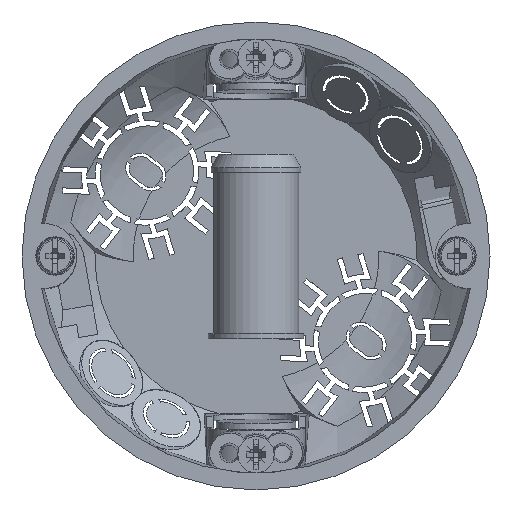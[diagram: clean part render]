
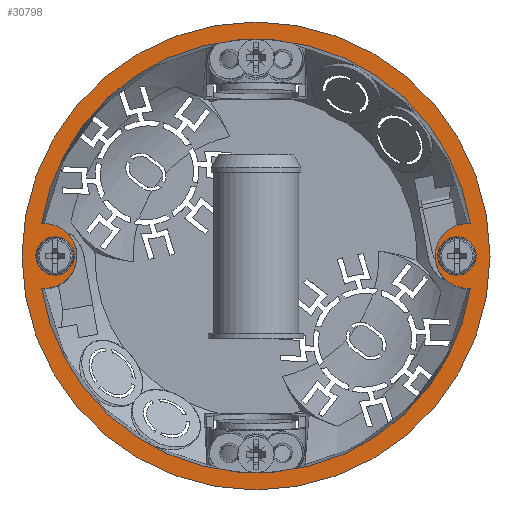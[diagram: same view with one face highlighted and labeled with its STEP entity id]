
A CAD part, top view. The second image highlights one B-rep face of the part: STEP entity #30798.
In plain terms, the highlighted planar face has unit normal (0, 0, 1).
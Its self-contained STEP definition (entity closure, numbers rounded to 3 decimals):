
#1084 = FACE_BOUND ( 'NONE', #8906, .T. ) ;
#1985 = DIRECTION ( 'NONE',  ( 1., 0., 0. ) ) ;
#2436 = CIRCLE ( 'NONE', #16782, 4.9 ) ;
#2721 = CARTESIAN_POINT ( 'NONE',  ( 0., 0., 0. ) ) ;
#3307 = CARTESIAN_POINT ( 'NONE',  ( 30.4, 0., 0. ) ) ;
#3687 = DIRECTION ( 'NONE',  ( 1., 0., 0. ) ) ;
#3921 = FACE_BOUND ( 'NONE', #30698, .T. ) ;
#4033 = ORIENTED_EDGE ( 'NONE', *, *, #35111, .F. ) ;
#4774 = VERTEX_POINT ( 'NONE', #9180 ) ;
#4859 = CIRCLE ( 'NONE', #29357, 32.8 ) ;
#6355 = VERTEX_POINT ( 'NONE', #17759 ) ;
#6728 = FACE_BOUND ( 'NONE', #35425, .T. ) ;
#7383 = DIRECTION ( 'NONE',  ( 1., 0., 0. ) ) ;
#8795 = CARTESIAN_POINT ( 'NONE',  ( 33.3, 0., 0. ) ) ;
#8906 = EDGE_LOOP ( 'NONE', ( #23785, #29939, #11037, #4033 ) ) ;
#9180 = CARTESIAN_POINT ( 'NONE',  ( 32.435, -4.881, 0. ) ) ;
#10972 = CARTESIAN_POINT ( 'NONE',  ( -32.435, -4.881, 0. ) ) ;
#11037 = ORIENTED_EDGE ( 'NONE', *, *, #28986, .T. ) ;
#11321 = DIRECTION ( 'NONE',  ( 0., 0., 1. ) ) ;
#12115 = AXIS2_PLACEMENT_3D ( 'NONE', #3307, #14717, #3687 ) ;
#12513 = CARTESIAN_POINT ( 'NONE',  ( 0., 0., 0. ) ) ;
#12856 = DIRECTION ( 'NONE',  ( 0., 0., 1. ) ) ;
#13764 = ORIENTED_EDGE ( 'NONE', *, *, #21365, .F. ) ;
#13789 = CIRCLE ( 'NONE', #20937, 32.8 ) ;
#14516 = AXIS2_PLACEMENT_3D ( 'NONE', #2721, #11321, #27580 ) ;
#14596 = DIRECTION ( 'NONE',  ( 0., 0., 1. ) ) ;
#14717 = DIRECTION ( 'NONE',  ( 0., 0., 1. ) ) ;
#15231 = DIRECTION ( 'NONE',  ( 0., 0., 1. ) ) ;
#15317 = FACE_OUTER_BOUND ( 'NONE', #30799, .T. ) ;
#15582 = AXIS2_PLACEMENT_3D ( 'NONE', #16358, #24392, #7383 ) ;
#15870 = CARTESIAN_POINT ( 'NONE',  ( -30.4, 0., 0. ) ) ;
#16358 = CARTESIAN_POINT ( 'NONE',  ( 32., 0., 0. ) ) ;
#16782 = AXIS2_PLACEMENT_3D ( 'NONE', #21031, #15231, #26262 ) ;
#17594 = PLANE ( 'NONE',  #28763 ) ;
#17759 = CARTESIAN_POINT ( 'NONE',  ( 35.4, 0., 0. ) ) ;
#20506 = DIRECTION ( 'NONE',  ( 0., 0., 1. ) ) ;
#20937 = AXIS2_PLACEMENT_3D ( 'NONE', #27228, #12856, #1985 ) ;
#21031 = CARTESIAN_POINT ( 'NONE',  ( -32., 0., 0. ) ) ;
#21365 = EDGE_CURVE ( 'NONE', #23194, #23194, #22253, .T. ) ;
#22253 = CIRCLE ( 'NONE', #12115, 2.9 ) ;
#22289 = CIRCLE ( 'NONE', #14516, 35.4 ) ;
#22604 = EDGE_CURVE ( 'NONE', #6355, #6355, #22289, .T. ) ;
#22714 = VERTEX_POINT ( 'NONE', #33512 ) ;
#23151 = VERTEX_POINT ( 'NONE', #32818 ) ;
#23194 = VERTEX_POINT ( 'NONE', #8795 ) ;
#23330 = AXIS2_PLACEMENT_3D ( 'NONE', #15870, #27087, #32883 ) ;
#23785 = ORIENTED_EDGE ( 'NONE', *, *, #33428, .T. ) ;
#24392 = DIRECTION ( 'NONE',  ( 0., 0., 1. ) ) ;
#25188 = VERTEX_POINT ( 'NONE', #10972 ) ;
#26100 = CARTESIAN_POINT ( 'NONE',  ( 0., 0., 0. ) ) ;
#26262 = DIRECTION ( 'NONE',  ( 1., 0., 0. ) ) ;
#27087 = DIRECTION ( 'NONE',  ( 0., 0., 1. ) ) ;
#27228 = CARTESIAN_POINT ( 'NONE',  ( 0., 0., 0. ) ) ;
#27580 = DIRECTION ( 'NONE',  ( 1., 0., 0. ) ) ;
#28763 = AXIS2_PLACEMENT_3D ( 'NONE', #12513, #14596, #28987 ) ;
#28986 = EDGE_CURVE ( 'NONE', #25188, #22714, #2436, .T. ) ;
#28987 = DIRECTION ( 'NONE',  ( 1., 0., 0. ) ) ;
#29330 = CARTESIAN_POINT ( 'NONE',  ( -27.5, 0., 0. ) ) ;
#29357 = AXIS2_PLACEMENT_3D ( 'NONE', #26100, #20506, #32082 ) ;
#29939 = ORIENTED_EDGE ( 'NONE', *, *, #32979, .F. ) ;
#30698 = EDGE_LOOP ( 'NONE', ( #13764 ) ) ;
#30798 = ADVANCED_FACE ( 'NONE', ( #3921, #6728, #15317, #1084 ), #17594, .T. ) ;
#30799 = EDGE_LOOP ( 'NONE', ( #32823 ) ) ;
#30826 = EDGE_CURVE ( 'NONE', #32151, #32151, #36551, .T. ) ;
#32082 = DIRECTION ( 'NONE',  ( 1., 0., 0. ) ) ;
#32151 = VERTEX_POINT ( 'NONE', #29330 ) ;
#32818 = CARTESIAN_POINT ( 'NONE',  ( 32.435, 4.881, 0. ) ) ;
#32823 = ORIENTED_EDGE ( 'NONE', *, *, #22604, .T. ) ;
#32883 = DIRECTION ( 'NONE',  ( 1., 0., 0. ) ) ;
#32979 = EDGE_CURVE ( 'NONE', #25188, #4774, #13789, .T. ) ;
#33428 = EDGE_CURVE ( 'NONE', #23151, #4774, #35297, .T. ) ;
#33512 = CARTESIAN_POINT ( 'NONE',  ( -32.435, 4.881, 0. ) ) ;
#34646 = ORIENTED_EDGE ( 'NONE', *, *, #30826, .F. ) ;
#35111 = EDGE_CURVE ( 'NONE', #23151, #22714, #4859, .T. ) ;
#35297 = CIRCLE ( 'NONE', #15582, 4.9 ) ;
#35425 = EDGE_LOOP ( 'NONE', ( #34646 ) ) ;
#36551 = CIRCLE ( 'NONE', #23330, 2.9 ) ;
